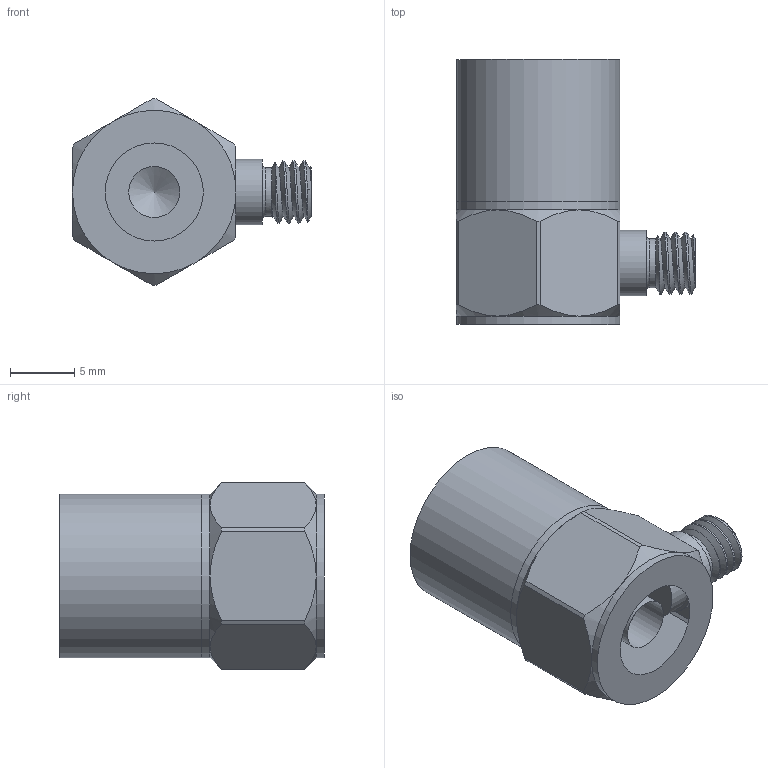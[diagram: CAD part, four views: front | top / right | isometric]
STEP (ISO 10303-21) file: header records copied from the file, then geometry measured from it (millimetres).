
FILE_DESCRIPTION(/* description */ (''),/* implementation_level */ '2;1');
FILE_NAME(/* name */ 'TEA110.stp',/* time_stamp */ '2025-11-17T16:26:33-05:00',/* author */ ('apopelka'),/* organization */ ('CONNECTION TECHNOLOGY CENTER'),/* preprocessor_version */ 'ST-DEVELOPER v20',/* originating_system */ 'Autodesk Inventor 2025',/* authorisation */ '');
FILE_SCHEMA (('AUTOMOTIVE_DESIGN { 1 0 10303 214 3 1 1 }'));
Length unit declared in the file: inch
Products named in the file (1): TEA110
Bounding box: 18.57 x 20.57 x 14.48 mm (x, y, z)
Volume: 2729.3 mm3; surface area: 4699 mm2
Topology: 1 solids, 14 shells, 240 faces, 498 edges, 302 vertices
Faces by surface type: cylinder 87, plane 78, cone 51, torus 20, bspline 4
Full cylindrical faces by diameter (mm): 0.889 x1, 0.991 x2, 1.016 x1, 1.46 x1, 1.524 x3, 1.803 x1, 1.829 x2, 2.286 x1, 2.54 x2, 2.87 x1, 3.175 x4, 3.81 x2, 3.962 x2, 3.988 x2, 4.064 x1, 4.826 x4, 5.08 x2, 5.588 x1, 6.096 x2, 6.35 x1, 6.426 x1, 7.366 x1, 7.442 x1, 8.28 x1, 8.382 x1, 8.687 x1, 9.398 x2, 10.668 x2, 11.43 x2, 12.7 x5
Entity records: 7769 total; most frequent: CARTESIAN_POINT 2281, DIRECTION 1143, ORIENTED_EDGE 986, AXIS2_PLACEMENT_3D 498, EDGE_CURVE 493, VERTEX_POINT 302, EDGE_LOOP 279, CIRCLE 261
